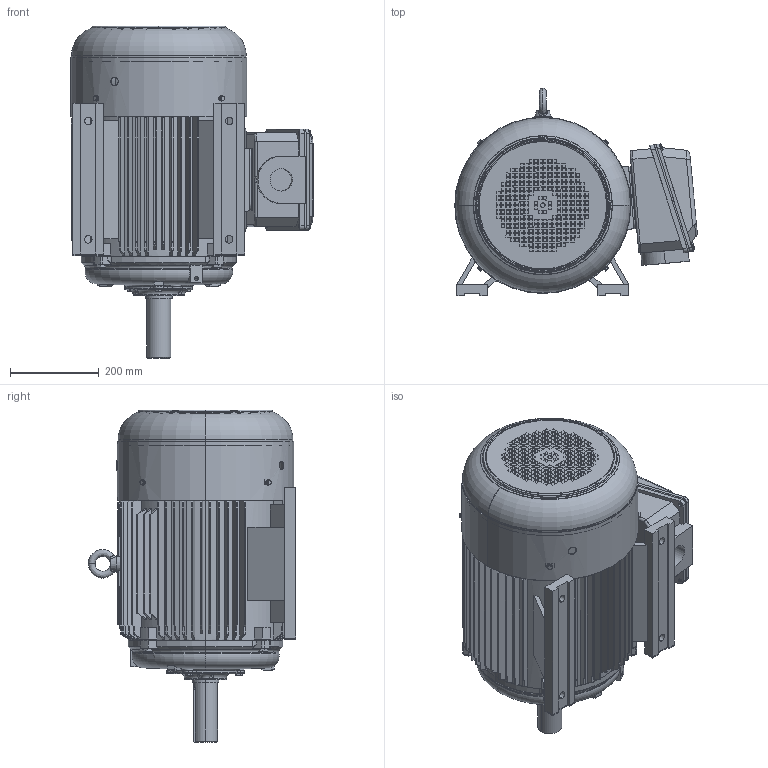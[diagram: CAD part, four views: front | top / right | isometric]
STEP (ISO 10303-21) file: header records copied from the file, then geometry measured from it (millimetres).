
FILE_DESCRIPTION (( 'STEP AP214' ), '1' );
FILE_NAME ('PEWWE-324T-4,6,8.STEP', '2018-07-17T22:28:53', ( '' ), ( '' ), 'SwSTEP 2.0', 'SolidWorks 2017', '' );
FILE_SCHEMA (( 'AUTOMOTIVE_DESIGN' ));
Length unit declared in the file: inch
Products named in the file (1): PEWWE-324T-4,6,8
Bounding box: 546.4 x 467.4 x 748.05 mm (x, y, z)
Volume: 39618973.6 mm3; surface area: 3417582.1 mm2
Topology: 33 solids, 33 shells, 3018 faces, 7542 edges, 4964 vertices
Faces by surface type: plane 2025, cylinder 564, cone 286, torus 111, bspline 32
Entity records: 100416 total; most frequent: CARTESIAN_POINT 28032, ORIENTED_EDGE 15060, DIRECTION 14101, EDGE_CURVE 7530, LINE 5135, VECTOR 5135, VERTEX_POINT 4964, AXIS2_PLACEMENT_3D 4483
